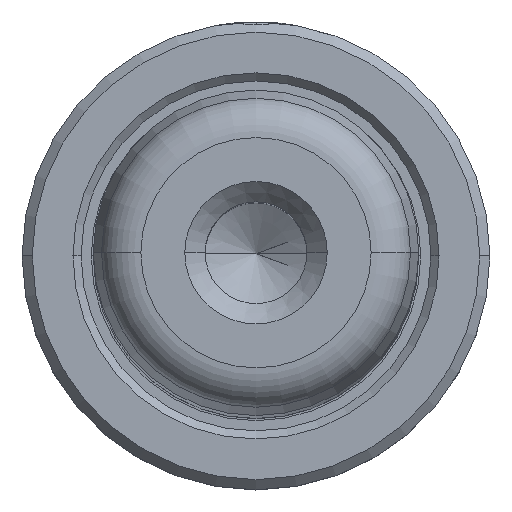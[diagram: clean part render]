
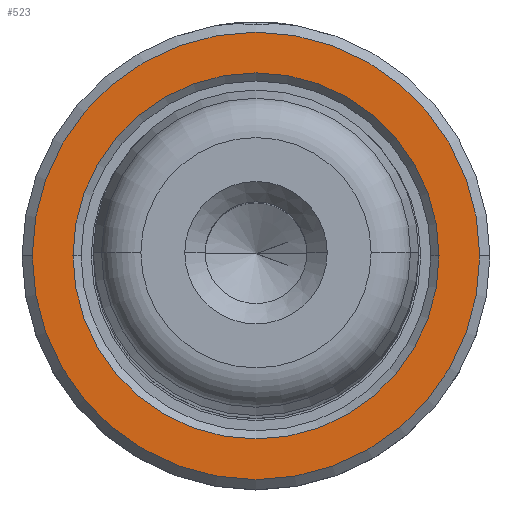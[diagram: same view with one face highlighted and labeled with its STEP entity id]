
A CAD part, top view. The second image highlights one B-rep face of the part: STEP entity #523.
In plain terms, the highlighted planar face has unit normal (0, 0, 1).
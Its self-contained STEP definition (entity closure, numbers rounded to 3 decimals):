
#39 = CARTESIAN_POINT ( 'NONE',  ( 9., 0., 60. ) ) ;
#142 = EDGE_CURVE ( 'NONE', #2175, #1547, #2369, .T. ) ;
#188 = AXIS2_PLACEMENT_3D ( 'NONE', #504, #486, #484 ) ;
#211 = ORIENTED_EDGE ( 'NONE', *, *, #1619, .T. ) ;
#237 = AXIS2_PLACEMENT_3D ( 'NONE', #1078, #1074, #1065 ) ;
#275 = EDGE_CURVE ( 'NONE', #680, #757, #900, .T. ) ;
#337 = AXIS2_PLACEMENT_3D ( 'NONE', #383, #377, #357 ) ;
#357 = DIRECTION ( 'NONE',  ( -1., 0., 0. ) ) ;
#377 = DIRECTION ( 'NONE',  ( 0., 0., 1. ) ) ;
#383 = CARTESIAN_POINT ( 'NONE',  ( 0., 0., 60. ) ) ;
#413 = DIRECTION ( 'NONE',  ( -1., 0., 0. ) ) ;
#415 = DIRECTION ( 'NONE',  ( 0., 0., -1. ) ) ;
#417 = CARTESIAN_POINT ( 'NONE',  ( 0., 0., 60. ) ) ;
#484 = DIRECTION ( 'NONE',  ( -1., 0., 0. ) ) ;
#486 = DIRECTION ( 'NONE',  ( 0., 0., -1. ) ) ;
#492 = PLANE ( 'NONE',  #188 ) ;
#504 = CARTESIAN_POINT ( 'NONE',  ( 8., 0., 60. ) ) ;
#523 = ADVANCED_FACE ( 'NONE', ( #2289, #1437 ), #492, .F. ) ;
#552 = EDGE_CURVE ( 'NONE', #1547, #2175, #1385, .T. ) ;
#653 = CARTESIAN_POINT ( 'NONE',  ( -11., 0., 60. ) ) ;
#680 = VERTEX_POINT ( 'NONE', #39 ) ;
#757 = VERTEX_POINT ( 'NONE', #1304 ) ;
#900 = CIRCLE ( 'NONE', #237, 9. ) ;
#1065 = DIRECTION ( 'NONE',  ( -1., 0., 0. ) ) ;
#1074 = DIRECTION ( 'NONE',  ( 0., 0., -1. ) ) ;
#1078 = CARTESIAN_POINT ( 'NONE',  ( 0., 0., 60. ) ) ;
#1290 = DIRECTION ( 'NONE',  ( -1., 0., 0. ) ) ;
#1296 = DIRECTION ( 'NONE',  ( 0., 0., 1. ) ) ;
#1299 = CARTESIAN_POINT ( 'NONE',  ( 0., 0., 60. ) ) ;
#1304 = CARTESIAN_POINT ( 'NONE',  ( -9., 0., 60. ) ) ;
#1344 = AXIS2_PLACEMENT_3D ( 'NONE', #1299, #1296, #1290 ) ;
#1385 = CIRCLE ( 'NONE', #337, 11. ) ;
#1427 = ORIENTED_EDGE ( 'NONE', *, *, #275, .T. ) ;
#1437 = FACE_BOUND ( 'NONE', #1869, .T. ) ;
#1477 = ORIENTED_EDGE ( 'NONE', *, *, #142, .T. ) ;
#1521 = CARTESIAN_POINT ( 'NONE',  ( 11., 0., 60. ) ) ;
#1547 = VERTEX_POINT ( 'NONE', #653 ) ;
#1619 = EDGE_CURVE ( 'NONE', #757, #680, #2361, .T. ) ;
#1764 = ORIENTED_EDGE ( 'NONE', *, *, #552, .T. ) ;
#1869 = EDGE_LOOP ( 'NONE', ( #1427, #211 ) ) ;
#1880 = AXIS2_PLACEMENT_3D ( 'NONE', #417, #415, #413 ) ;
#2025 = EDGE_LOOP ( 'NONE', ( #1764, #1477 ) ) ;
#2175 = VERTEX_POINT ( 'NONE', #1521 ) ;
#2289 = FACE_OUTER_BOUND ( 'NONE', #2025, .T. ) ;
#2361 = CIRCLE ( 'NONE', #1880, 9. ) ;
#2369 = CIRCLE ( 'NONE', #1344, 11. ) ;
